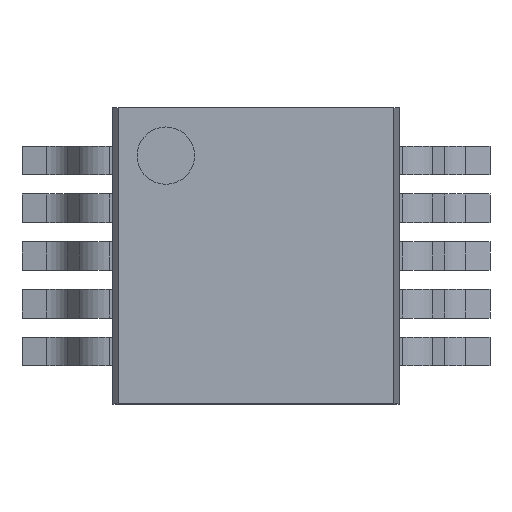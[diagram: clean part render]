
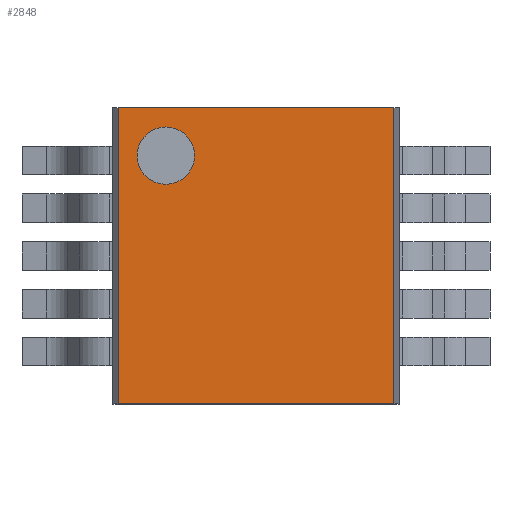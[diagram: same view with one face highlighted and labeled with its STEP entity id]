
A CAD part, top view. The second image highlights one B-rep face of the part: STEP entity #2848.
In plain terms, the highlighted planar face has unit normal (0, 0, 1).
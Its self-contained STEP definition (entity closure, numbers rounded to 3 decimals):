
#18=FACE_BOUND('',#481,.T.);
#100=CIRCLE('',#3092,0.3);
#321=FACE_OUTER_BOUND('',#480,.T.);
#480=EDGE_LOOP('',(#2563,#2564,#2565,#2566));
#481=EDGE_LOOP('',(#2567));
#784=LINE('',#4693,#1100);
#793=LINE('',#4710,#1109);
#797=LINE('',#4719,#1113);
#798=LINE('',#4721,#1114);
#1100=VECTOR('',#3868,2.889);
#1109=VECTOR('',#3881,2.889);
#1113=VECTOR('',#3893,3.1);
#1114=VECTOR('',#3896,3.1);
#1365=VERTEX_POINT('',#4672);
#1373=VERTEX_POINT('',#4690);
#1374=VERTEX_POINT('',#4692);
#1379=VERTEX_POINT('',#4707);
#1380=VERTEX_POINT('',#4709);
#1755=EDGE_CURVE('',#1365,#1365,#100,.T.);
#1764=EDGE_CURVE('',#1374,#1373,#784,.T.);
#1773=EDGE_CURVE('',#1380,#1379,#793,.T.);
#1777=EDGE_CURVE('',#1373,#1380,#797,.T.);
#1778=EDGE_CURVE('',#1374,#1379,#798,.T.);
#2563=ORIENTED_EDGE('',*,*,#1773,.T.);
#2564=ORIENTED_EDGE('',*,*,#1778,.F.);
#2565=ORIENTED_EDGE('',*,*,#1764,.T.);
#2566=ORIENTED_EDGE('',*,*,#1777,.T.);
#2567=ORIENTED_EDGE('',*,*,#1755,.T.);
#2690=PLANE('',#3101);
#2848=ADVANCED_FACE('',(#321,#18),#2690,.T.);
#3092=AXIS2_PLACEMENT_3D('',#4673,#3854,#3855);
#3101=AXIS2_PLACEMENT_3D('',#4720,#3894,#3895);
#3854=DIRECTION('center_axis',(0.,0.,-1.));
#3855=DIRECTION('ref_axis',(-1.,0.,0.));
#3868=DIRECTION('',(1.,0.,0.));
#3881=DIRECTION('',(-1.,0.,0.));
#3893=DIRECTION('',(0.,1.,0.));
#3894=DIRECTION('center_axis',(0.,0.,1.));
#3895=DIRECTION('ref_axis',(1.,0.,0.));
#3896=DIRECTION('',(0.,1.,0.));
#4672=CARTESIAN_POINT('',(-0.644,1.05,1.1));
#4673=CARTESIAN_POINT('Origin',(-0.944,1.05,1.1));
#4690=CARTESIAN_POINT('',(1.444,-1.55,1.1));
#4692=CARTESIAN_POINT('',(-1.444,-1.55,1.1));
#4693=CARTESIAN_POINT('',(-1.444,-1.55,1.1));
#4707=CARTESIAN_POINT('',(-1.444,1.55,1.1));
#4709=CARTESIAN_POINT('',(1.444,1.55,1.1));
#4710=CARTESIAN_POINT('',(1.444,1.55,1.1));
#4719=CARTESIAN_POINT('',(1.444,-1.55,1.1));
#4720=CARTESIAN_POINT('Origin',(-1.589,-1.705,1.1));
#4721=CARTESIAN_POINT('',(-1.444,-1.55,1.1));
